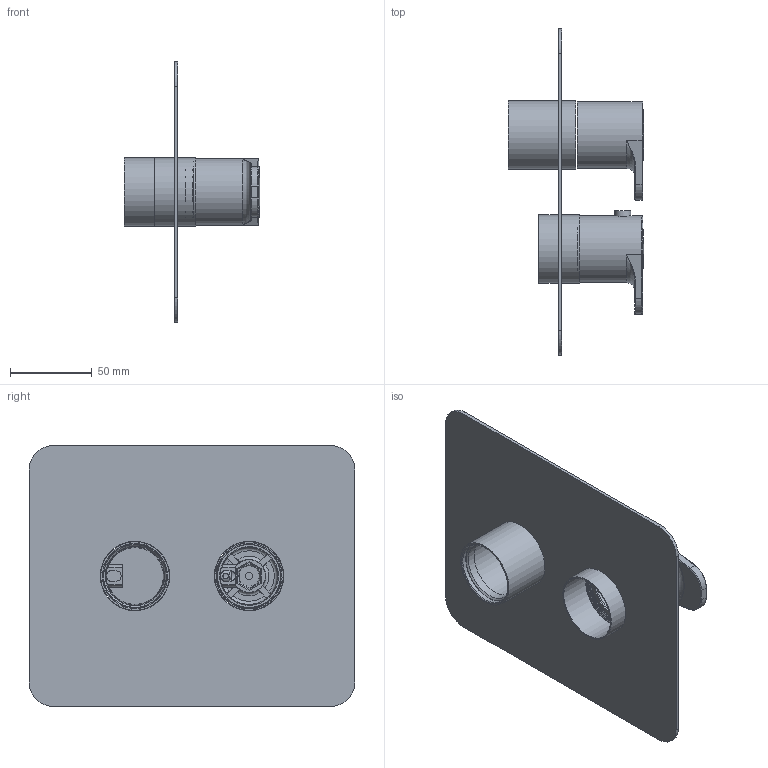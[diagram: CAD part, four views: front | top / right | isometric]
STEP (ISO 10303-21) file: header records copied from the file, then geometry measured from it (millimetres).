
FILE_DESCRIPTION (( 'STEP AP203' ), '1' );
FILE_NAME ('36DP02472.STEP', '2021-02-23T13:39:28', ( '' ), ( '' ), 'SwSTEP 2.0', 'SolidWorks 2018', '' );
FILE_SCHEMA (( 'CONFIG_CONTROL_DESIGN' ));
Length unit declared in the file: millimetre
Products named in the file (1): 36DP02472
Bounding box: 83.25 x 200 x 160 mm (x, y, z)
Volume: 121586.8 mm3; surface area: 112837.1 mm2
Topology: 8 solids, 8 shells, 261 faces, 639 edges, 413 vertices
Faces by surface type: plane 144, cylinder 64, torus 21, cone 19, bspline 9, sphere 4
Full cylindrical faces by diameter (mm): 3.1 x2, 3.3 x1, 4.15 x1, 4.5 x1, 4.65 x1, 9.8 x1, 10.1 x1, 12.5 x1, 25.599 x2, 28.599 x2, 30.999 x2, 31.599 x2, 35.5 x1, 35.8 x1, 36.5 x1, 39 x2, 40.5 x2, 41 x2, 42 x2, 42.5 x2
Entity records: 9714 total; most frequent: CARTESIAN_POINT 3850, DIRECTION 1172, ORIENTED_EDGE 1132, EDGE_CURVE 566, AXIS2_PLACEMENT_3D 440, VERTEX_POINT 395, EDGE_LOOP 351, FACE_OUTER_BOUND 294
